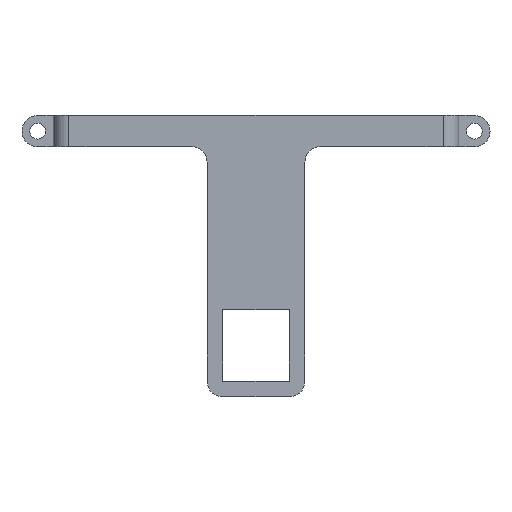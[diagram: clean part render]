
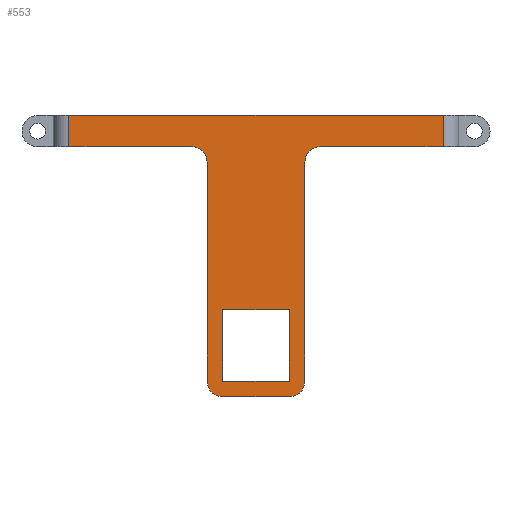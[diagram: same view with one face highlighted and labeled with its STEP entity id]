
A CAD part, top view. The second image highlights one B-rep face of the part: STEP entity #553.
In plain terms, the highlighted planar face has unit normal (0, 0, 1).
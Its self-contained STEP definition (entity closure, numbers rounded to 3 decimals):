
#84 = VERTEX_POINT('',#85);
#85 = CARTESIAN_POINT('',(0.,3.175,38.1));
#91 = EDGE_CURVE('',#84,#92,#94,.T.);
#92 = VERTEX_POINT('',#93);
#93 = CARTESIAN_POINT('',(-37.973,3.175,38.1));
#94 = LINE('',#95,#96);
#95 = CARTESIAN_POINT('',(0.,3.175,38.1));
#96 = VECTOR('',#97,1.);
#97 = DIRECTION('',(-1.,0.,0.));
#232 = VERTEX_POINT('',#233);
#233 = CARTESIAN_POINT('',(-37.973,-3.175,38.1));
#240 = EDGE_CURVE('',#232,#241,#243,.T.);
#241 = VERTEX_POINT('',#242);
#242 = CARTESIAN_POINT('',(-13.1,-3.175,38.1));
#243 = LINE('',#244,#245);
#244 = CARTESIAN_POINT('',(-44.323,-3.175,38.1));
#245 = VECTOR('',#246,1.);
#246 = DIRECTION('',(1.,0.,0.));
#497 = VERTEX_POINT('',#498);
#498 = CARTESIAN_POINT('',(37.973,3.175,38.1));
#505 = EDGE_CURVE('',#497,#84,#506,.T.);
#506 = LINE('',#507,#508);
#507 = CARTESIAN_POINT('',(44.323,3.175,38.1));
#508 = VECTOR('',#509,1.);
#509 = DIRECTION('',(-1.,0.,0.));
#553 = ADVANCED_FACE('',(#554,#639),#673,.T.);
#554 = FACE_BOUND('',#555,.T.);
#555 = EDGE_LOOP('',(#556,#557,#563,#564,#573,#581,#590,#598,#607,#615,
    #624,#632,#638));
#556 = ORIENTED_EDGE('',*,*,#91,.T.);
#557 = ORIENTED_EDGE('',*,*,#558,.F.);
#558 = EDGE_CURVE('',#232,#92,#559,.T.);
#559 = LINE('',#560,#561);
#560 = CARTESIAN_POINT('',(-37.973,-3.175,38.1));
#561 = VECTOR('',#562,1.);
#562 = DIRECTION('',(0.,1.,0.));
#563 = ORIENTED_EDGE('',*,*,#240,.T.);
#564 = ORIENTED_EDGE('',*,*,#565,.T.);
#565 = EDGE_CURVE('',#241,#566,#568,.T.);
#566 = VERTEX_POINT('',#567);
#567 = CARTESIAN_POINT('',(-9.925,-6.35,38.1));
#568 = CIRCLE('',#569,3.175);
#569 = AXIS2_PLACEMENT_3D('',#570,#571,#572);
#570 = CARTESIAN_POINT('',(-13.1,-6.35,38.1));
#571 = DIRECTION('',(-0.,-0.,-1.));
#572 = DIRECTION('',(0.,-1.,0.));
#573 = ORIENTED_EDGE('',*,*,#574,.T.);
#574 = EDGE_CURVE('',#566,#575,#577,.T.);
#575 = VERTEX_POINT('',#576);
#576 = CARTESIAN_POINT('',(-9.925,-50.8,38.1));
#577 = LINE('',#578,#579);
#578 = CARTESIAN_POINT('',(-9.925,-3.175,38.1));
#579 = VECTOR('',#580,1.);
#580 = DIRECTION('',(0.,-1.,0.));
#581 = ORIENTED_EDGE('',*,*,#582,.T.);
#582 = EDGE_CURVE('',#575,#583,#585,.T.);
#583 = VERTEX_POINT('',#584);
#584 = CARTESIAN_POINT('',(-6.75,-53.975,38.1));
#585 = CIRCLE('',#586,3.175);
#586 = AXIS2_PLACEMENT_3D('',#587,#588,#589);
#587 = CARTESIAN_POINT('',(-6.75,-50.8,38.1));
#588 = DIRECTION('',(-0.,0.,1.));
#589 = DIRECTION('',(0.,-1.,0.));
#590 = ORIENTED_EDGE('',*,*,#591,.T.);
#591 = EDGE_CURVE('',#583,#592,#594,.T.);
#592 = VERTEX_POINT('',#593);
#593 = CARTESIAN_POINT('',(6.75,-53.975,38.1));
#594 = LINE('',#595,#596);
#595 = CARTESIAN_POINT('',(-9.925,-53.975,38.1));
#596 = VECTOR('',#597,1.);
#597 = DIRECTION('',(1.,0.,0.));
#598 = ORIENTED_EDGE('',*,*,#599,.F.);
#599 = EDGE_CURVE('',#600,#592,#602,.T.);
#600 = VERTEX_POINT('',#601);
#601 = CARTESIAN_POINT('',(9.925,-50.8,38.1));
#602 = CIRCLE('',#603,3.175);
#603 = AXIS2_PLACEMENT_3D('',#604,#605,#606);
#604 = CARTESIAN_POINT('',(6.75,-50.8,38.1));
#605 = DIRECTION('',(-0.,-0.,-1.));
#606 = DIRECTION('',(0.,-1.,0.));
#607 = ORIENTED_EDGE('',*,*,#608,.T.);
#608 = EDGE_CURVE('',#600,#609,#611,.T.);
#609 = VERTEX_POINT('',#610);
#610 = CARTESIAN_POINT('',(9.925,-6.35,38.1));
#611 = LINE('',#612,#613);
#612 = CARTESIAN_POINT('',(9.925,-53.975,38.1));
#613 = VECTOR('',#614,1.);
#614 = DIRECTION('',(0.,1.,0.));
#615 = ORIENTED_EDGE('',*,*,#616,.F.);
#616 = EDGE_CURVE('',#617,#609,#619,.T.);
#617 = VERTEX_POINT('',#618);
#618 = CARTESIAN_POINT('',(13.1,-3.175,38.1));
#619 = CIRCLE('',#620,3.175);
#620 = AXIS2_PLACEMENT_3D('',#621,#622,#623);
#621 = CARTESIAN_POINT('',(13.1,-6.35,38.1));
#622 = DIRECTION('',(-0.,0.,1.));
#623 = DIRECTION('',(0.,-1.,0.));
#624 = ORIENTED_EDGE('',*,*,#625,.T.);
#625 = EDGE_CURVE('',#617,#626,#628,.T.);
#626 = VERTEX_POINT('',#627);
#627 = CARTESIAN_POINT('',(37.973,-3.175,38.1));
#628 = LINE('',#629,#630);
#629 = CARTESIAN_POINT('',(9.925,-3.175,38.1));
#630 = VECTOR('',#631,1.);
#631 = DIRECTION('',(1.,0.,0.));
#632 = ORIENTED_EDGE('',*,*,#633,.F.);
#633 = EDGE_CURVE('',#497,#626,#634,.T.);
#634 = LINE('',#635,#636);
#635 = CARTESIAN_POINT('',(37.973,3.175,38.1));
#636 = VECTOR('',#637,1.);
#637 = DIRECTION('',(0.,-1.,0.));
#638 = ORIENTED_EDGE('',*,*,#505,.T.);
#639 = FACE_BOUND('',#640,.T.);
#640 = EDGE_LOOP('',(#641,#651,#659,#667));
#641 = ORIENTED_EDGE('',*,*,#642,.F.);
#642 = EDGE_CURVE('',#643,#645,#647,.T.);
#643 = VERTEX_POINT('',#644);
#644 = CARTESIAN_POINT('',(-6.75,-50.8,38.1));
#645 = VERTEX_POINT('',#646);
#646 = CARTESIAN_POINT('',(6.75,-50.8,38.1));
#647 = LINE('',#648,#649);
#648 = CARTESIAN_POINT('',(-6.75,-50.8,38.1));
#649 = VECTOR('',#650,1.);
#650 = DIRECTION('',(1.,0.,0.));
#651 = ORIENTED_EDGE('',*,*,#652,.F.);
#652 = EDGE_CURVE('',#653,#643,#655,.T.);
#653 = VERTEX_POINT('',#654);
#654 = CARTESIAN_POINT('',(-6.75,-36.3,38.1));
#655 = LINE('',#656,#657);
#656 = CARTESIAN_POINT('',(-6.75,-36.3,38.1));
#657 = VECTOR('',#658,1.);
#658 = DIRECTION('',(0.,-1.,0.));
#659 = ORIENTED_EDGE('',*,*,#660,.F.);
#660 = EDGE_CURVE('',#661,#653,#663,.T.);
#661 = VERTEX_POINT('',#662);
#662 = CARTESIAN_POINT('',(6.75,-36.3,38.1));
#663 = LINE('',#664,#665);
#664 = CARTESIAN_POINT('',(6.75,-36.3,38.1));
#665 = VECTOR('',#666,1.);
#666 = DIRECTION('',(-1.,0.,0.));
#667 = ORIENTED_EDGE('',*,*,#668,.F.);
#668 = EDGE_CURVE('',#645,#661,#669,.T.);
#669 = LINE('',#670,#671);
#670 = CARTESIAN_POINT('',(6.75,-50.8,38.1));
#671 = VECTOR('',#672,1.);
#672 = DIRECTION('',(0.,1.,0.));
#673 = PLANE('',#674);
#674 = AXIS2_PLACEMENT_3D('',#675,#676,#677);
#675 = CARTESIAN_POINT('',(0.,-17.942,38.1));
#676 = DIRECTION('',(0.,0.,1.));
#677 = DIRECTION('',(1.,0.,0.));
